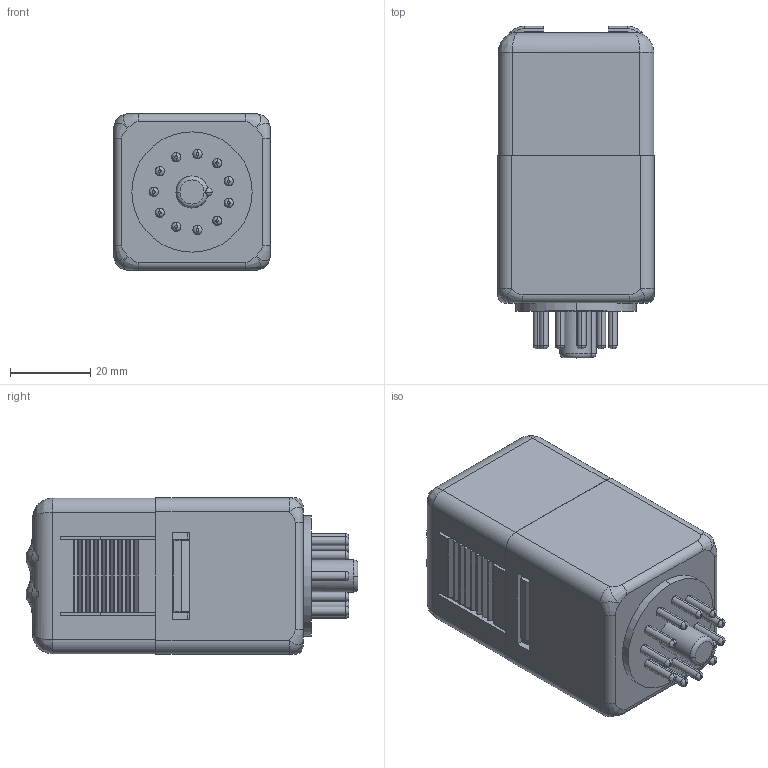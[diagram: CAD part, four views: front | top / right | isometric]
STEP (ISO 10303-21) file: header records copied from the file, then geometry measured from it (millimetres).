
FILE_DESCRIPTION((''),'2;1');
FILE_NAME('34058003316SRE','2020-02-24T',('presta_be4'),(''),'CREO PARAMETRIC BY PTC INC, 2018360','CREO PARAMETRIC BY PTC INC, 2018360','');
FILE_SCHEMA(('CONFIG_CONTROL_DESIGN'));
Length unit declared in the file: millimetre
Products named in the file (1): 34058003316SRE
Bounding box: 39 x 82.83 x 39 mm (x, y, z)
Volume: 54517.8 mm3; surface area: 38111.2 mm2
Topology: 12 solids, 12 shells, 872 faces, 2194 edges, 1365 vertices
Faces by surface type: cylinder 347, plane 325, cone 85, bspline 50, torus 33, sphere 32
Entity records: 28263 total; most frequent: CARTESIAN_POINT 7078, DIRECTION 4556, ORIENTED_EDGE 4340, EDGE_CURVE 2170, AXIS2_PLACEMENT_3D 1712, VERTEX_POINT 1365, VECTOR 1132, LINE 1132
